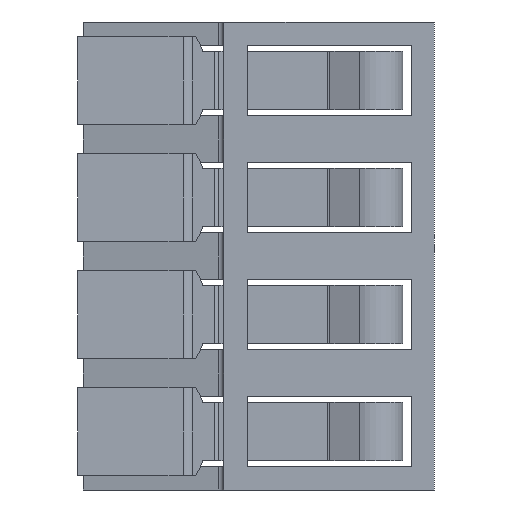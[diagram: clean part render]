
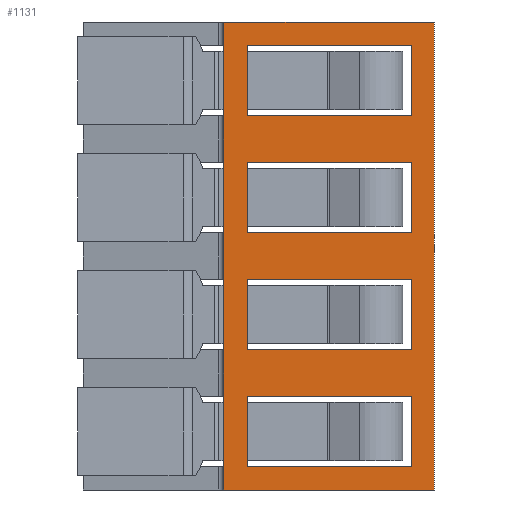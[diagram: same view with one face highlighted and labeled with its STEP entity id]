
A CAD part, front view. The second image highlights one B-rep face of the part: STEP entity #1131.
In plain terms, the highlighted planar face has unit normal (0, -1, 0).
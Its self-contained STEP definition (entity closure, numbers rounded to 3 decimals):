
#191 = VERTEX_POINT('',#192);
#192 = CARTESIAN_POINT('',(6.,0.,-4.));
#198 = EDGE_CURVE('',#191,#199,#201,.T.);
#199 = VERTEX_POINT('',#200);
#200 = CARTESIAN_POINT('',(2.4,0.,-4.));
#201 = LINE('',#202,#203);
#202 = CARTESIAN_POINT('',(6.,0.,-4.));
#203 = VECTOR('',#204,1.);
#204 = DIRECTION('',(-1.,0.,0.));
#247 = VERTEX_POINT('',#248);
#248 = CARTESIAN_POINT('',(6.,0.,4.));
#254 = EDGE_CURVE('',#191,#247,#255,.T.);
#255 = LINE('',#256,#257);
#256 = CARTESIAN_POINT('',(6.,0.,-4.));
#257 = VECTOR('',#258,1.);
#258 = DIRECTION('',(0.,0.,1.));
#296 = VERTEX_POINT('',#297);
#297 = CARTESIAN_POINT('',(2.4,0.,4.));
#303 = EDGE_CURVE('',#247,#296,#304,.T.);
#304 = LINE('',#305,#306);
#305 = CARTESIAN_POINT('',(6.,0.,4.));
#306 = VECTOR('',#307,1.);
#307 = DIRECTION('',(-1.,0.,0.));
#345 = VERTEX_POINT('',#346);
#346 = CARTESIAN_POINT('',(5.604,0.,3.6));
#352 = EDGE_CURVE('',#353,#345,#355,.T.);
#353 = VERTEX_POINT('',#354);
#354 = CARTESIAN_POINT('',(2.807,0.,3.6));
#355 = LINE('',#356,#357);
#356 = CARTESIAN_POINT('',(2.807,0.,3.6));
#357 = VECTOR('',#358,1.);
#358 = DIRECTION('',(1.,0.,0.));
#418 = EDGE_CURVE('',#345,#419,#421,.T.);
#419 = VERTEX_POINT('',#420);
#420 = CARTESIAN_POINT('',(5.604,0.,2.4));
#421 = LINE('',#422,#423);
#422 = CARTESIAN_POINT('',(5.604,0.,3.6));
#423 = VECTOR('',#424,1.);
#424 = DIRECTION('',(0.,0.,-1.));
#442 = EDGE_CURVE('',#419,#443,#445,.T.);
#443 = VERTEX_POINT('',#444);
#444 = CARTESIAN_POINT('',(2.807,0.,2.4));
#445 = LINE('',#446,#447);
#446 = CARTESIAN_POINT('',(5.604,0.,2.4));
#447 = VECTOR('',#448,1.);
#448 = DIRECTION('',(-1.,0.,0.));
#545 = VERTEX_POINT('',#546);
#546 = CARTESIAN_POINT('',(5.604,0.,1.6));
#552 = EDGE_CURVE('',#553,#545,#555,.T.);
#553 = VERTEX_POINT('',#554);
#554 = CARTESIAN_POINT('',(2.807,0.,1.6));
#555 = LINE('',#556,#557);
#556 = CARTESIAN_POINT('',(2.807,0.,1.6));
#557 = VECTOR('',#558,1.);
#558 = DIRECTION('',(1.,0.,0.));
#618 = EDGE_CURVE('',#545,#619,#621,.T.);
#619 = VERTEX_POINT('',#620);
#620 = CARTESIAN_POINT('',(5.604,0.,0.4));
#621 = LINE('',#622,#623);
#622 = CARTESIAN_POINT('',(5.604,0.,1.6));
#623 = VECTOR('',#624,1.);
#624 = DIRECTION('',(0.,0.,-1.));
#642 = EDGE_CURVE('',#619,#643,#645,.T.);
#643 = VERTEX_POINT('',#644);
#644 = CARTESIAN_POINT('',(2.807,0.,0.4));
#645 = LINE('',#646,#647);
#646 = CARTESIAN_POINT('',(5.604,0.,0.4));
#647 = VECTOR('',#648,1.);
#648 = DIRECTION('',(-1.,0.,0.));
#745 = VERTEX_POINT('',#746);
#746 = CARTESIAN_POINT('',(5.604,0.,-0.4));
#752 = EDGE_CURVE('',#753,#745,#755,.T.);
#753 = VERTEX_POINT('',#754);
#754 = CARTESIAN_POINT('',(2.807,0.,-0.4));
#755 = LINE('',#756,#757);
#756 = CARTESIAN_POINT('',(2.807,0.,-0.4));
#757 = VECTOR('',#758,1.);
#758 = DIRECTION('',(1.,0.,0.));
#818 = EDGE_CURVE('',#745,#819,#821,.T.);
#819 = VERTEX_POINT('',#820);
#820 = CARTESIAN_POINT('',(5.604,0.,-1.6));
#821 = LINE('',#822,#823);
#822 = CARTESIAN_POINT('',(5.604,0.,-0.4));
#823 = VECTOR('',#824,1.);
#824 = DIRECTION('',(0.,0.,-1.));
#842 = EDGE_CURVE('',#819,#843,#845,.T.);
#843 = VERTEX_POINT('',#844);
#844 = CARTESIAN_POINT('',(2.807,0.,-1.6));
#845 = LINE('',#846,#847);
#846 = CARTESIAN_POINT('',(5.604,0.,-1.6));
#847 = VECTOR('',#848,1.);
#848 = DIRECTION('',(-1.,0.,0.));
#945 = VERTEX_POINT('',#946);
#946 = CARTESIAN_POINT('',(5.604,0.,-2.4));
#952 = EDGE_CURVE('',#953,#945,#955,.T.);
#953 = VERTEX_POINT('',#954);
#954 = CARTESIAN_POINT('',(2.807,0.,-2.4));
#955 = LINE('',#956,#957);
#956 = CARTESIAN_POINT('',(2.807,0.,-2.4));
#957 = VECTOR('',#958,1.);
#958 = DIRECTION('',(1.,0.,0.));
#1018 = EDGE_CURVE('',#945,#1019,#1021,.T.);
#1019 = VERTEX_POINT('',#1020);
#1020 = CARTESIAN_POINT('',(5.604,0.,-3.6));
#1021 = LINE('',#1022,#1023);
#1022 = CARTESIAN_POINT('',(5.604,0.,-2.4));
#1023 = VECTOR('',#1024,1.);
#1024 = DIRECTION('',(0.,0.,-1.));
#1042 = EDGE_CURVE('',#1019,#1043,#1045,.T.);
#1043 = VERTEX_POINT('',#1044);
#1044 = CARTESIAN_POINT('',(2.807,0.,-3.6));
#1045 = LINE('',#1046,#1047);
#1046 = CARTESIAN_POINT('',(5.604,0.,-3.6));
#1047 = VECTOR('',#1048,1.);
#1048 = DIRECTION('',(-1.,0.,0.));
#1131 = ADVANCED_FACE('',(#1132,#1143,#1154,#1165,#1176),#1187,.T.);
#1132 = FACE_BOUND('',#1133,.T.);
#1133 = EDGE_LOOP('',(#1134,#1135,#1136,#1142));
#1134 = ORIENTED_EDGE('',*,*,#254,.T.);
#1135 = ORIENTED_EDGE('',*,*,#303,.T.);
#1136 = ORIENTED_EDGE('',*,*,#1137,.F.);
#1137 = EDGE_CURVE('',#199,#296,#1138,.T.);
#1138 = LINE('',#1139,#1140);
#1139 = CARTESIAN_POINT('',(2.4,0.,-4.));
#1140 = VECTOR('',#1141,1.);
#1141 = DIRECTION('',(0.,0.,1.));
#1142 = ORIENTED_EDGE('',*,*,#198,.F.);
#1143 = FACE_BOUND('',#1144,.T.);
#1144 = EDGE_LOOP('',(#1145,#1151,#1152,#1153));
#1145 = ORIENTED_EDGE('',*,*,#1146,.T.);
#1146 = EDGE_CURVE('',#443,#353,#1147,.T.);
#1147 = LINE('',#1148,#1149);
#1148 = CARTESIAN_POINT('',(2.807,0.,2.4));
#1149 = VECTOR('',#1150,1.);
#1150 = DIRECTION('',(0.,0.,1.));
#1151 = ORIENTED_EDGE('',*,*,#352,.T.);
#1152 = ORIENTED_EDGE('',*,*,#418,.T.);
#1153 = ORIENTED_EDGE('',*,*,#442,.T.);
#1154 = FACE_BOUND('',#1155,.T.);
#1155 = EDGE_LOOP('',(#1156,#1162,#1163,#1164));
#1156 = ORIENTED_EDGE('',*,*,#1157,.T.);
#1157 = EDGE_CURVE('',#643,#553,#1158,.T.);
#1158 = LINE('',#1159,#1160);
#1159 = CARTESIAN_POINT('',(2.807,0.,0.4));
#1160 = VECTOR('',#1161,1.);
#1161 = DIRECTION('',(0.,0.,1.));
#1162 = ORIENTED_EDGE('',*,*,#552,.T.);
#1163 = ORIENTED_EDGE('',*,*,#618,.T.);
#1164 = ORIENTED_EDGE('',*,*,#642,.T.);
#1165 = FACE_BOUND('',#1166,.T.);
#1166 = EDGE_LOOP('',(#1167,#1173,#1174,#1175));
#1167 = ORIENTED_EDGE('',*,*,#1168,.T.);
#1168 = EDGE_CURVE('',#843,#753,#1169,.T.);
#1169 = LINE('',#1170,#1171);
#1170 = CARTESIAN_POINT('',(2.807,0.,-1.6));
#1171 = VECTOR('',#1172,1.);
#1172 = DIRECTION('',(0.,0.,1.));
#1173 = ORIENTED_EDGE('',*,*,#752,.T.);
#1174 = ORIENTED_EDGE('',*,*,#818,.T.);
#1175 = ORIENTED_EDGE('',*,*,#842,.T.);
#1176 = FACE_BOUND('',#1177,.T.);
#1177 = EDGE_LOOP('',(#1178,#1184,#1185,#1186));
#1178 = ORIENTED_EDGE('',*,*,#1179,.T.);
#1179 = EDGE_CURVE('',#1043,#953,#1180,.T.);
#1180 = LINE('',#1181,#1182);
#1181 = CARTESIAN_POINT('',(2.807,0.,-3.6));
#1182 = VECTOR('',#1183,1.);
#1183 = DIRECTION('',(0.,0.,1.));
#1184 = ORIENTED_EDGE('',*,*,#952,.T.);
#1185 = ORIENTED_EDGE('',*,*,#1018,.T.);
#1186 = ORIENTED_EDGE('',*,*,#1042,.T.);
#1187 = PLANE('',#1188);
#1188 = AXIS2_PLACEMENT_3D('',#1189,#1190,#1191);
#1189 = CARTESIAN_POINT('',(6.,0.,-4.));
#1190 = DIRECTION('',(0.,-1.,0.));
#1191 = DIRECTION('',(-1.,0.,0.));
